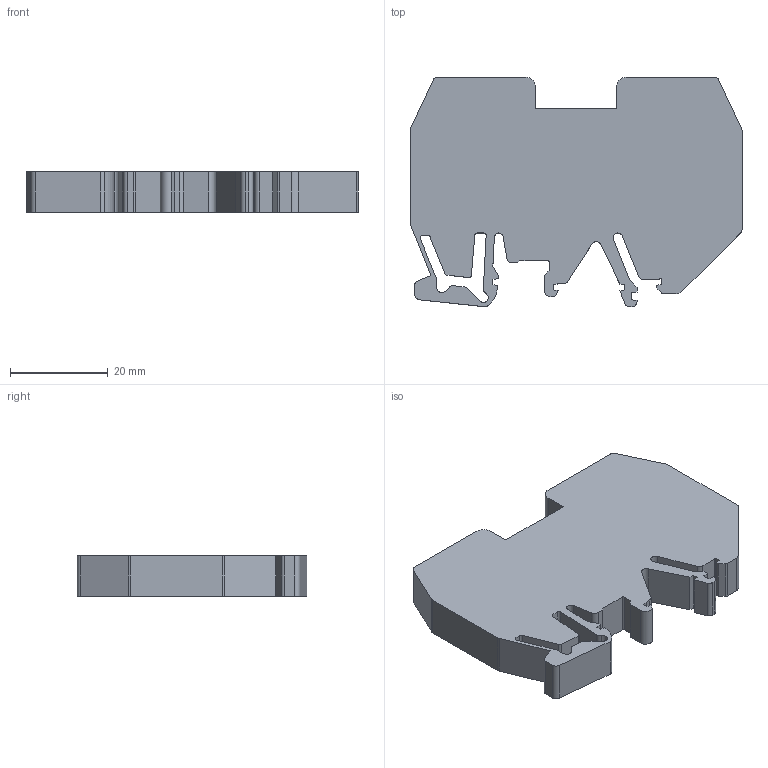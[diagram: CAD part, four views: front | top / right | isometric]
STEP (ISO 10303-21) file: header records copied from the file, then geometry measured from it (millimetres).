
FILE_DESCRIPTION((''),'2;1');
FILE_NAME('PRT0001','2020-11-10T',('Administrator'),(''),'PRO/ENGINEER BY PARAMETRIC TECHNOLOGY CORPORATION, 2013230','PRO/ENGINEER BY PARAMETRIC TECHNOLOGY CORPORATION, 2013230','');
FILE_SCHEMA(('AUTOMOTIVE_DESIGN { 1 0 10303 214 1 1 1 1 }'));
Length unit declared in the file: millimetre
Products named in the file (1): PRT0001
Bounding box: 68 x 47 x 8.2 mm (x, y, z)
Volume: 20608.8 mm3; surface area: 8047.6 mm2
Topology: 1 solids, 1 shells, 102 faces, 300 edges, 200 vertices
Faces by surface type: plane 66, cylinder 36
Entity records: 3473 total; most frequent: CARTESIAN_POINT 604, ORIENTED_EDGE 600, DIRECTION 576, EDGE_CURVE 300, VECTOR 228, LINE 228, VERTEX_POINT 200, AXIS2_PLACEMENT_3D 174
